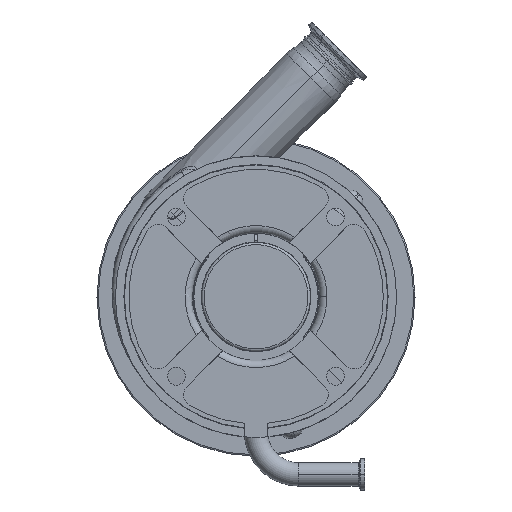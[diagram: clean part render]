
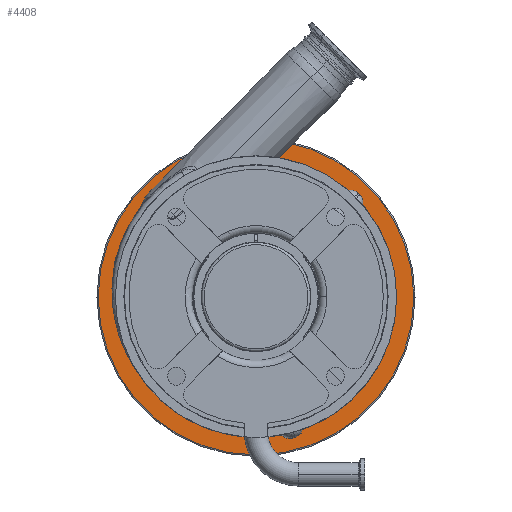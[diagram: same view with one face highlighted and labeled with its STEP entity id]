
A CAD part, top view. The second image highlights one B-rep face of the part: STEP entity #4408.
In plain terms, the highlighted planar face has unit normal (0, 0, 1).
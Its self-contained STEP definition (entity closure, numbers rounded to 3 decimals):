
#441 = DIRECTION ( 'NONE',  ( 0., 0., -1. ) ) ;
#455 = CARTESIAN_POINT ( 'NONE',  ( -105.286, 28.211, -58.5 ) ) ;
#806 = EDGE_CURVE ( 'NONE', #7036, #14366, #4935, .T. ) ;
#1238 = CARTESIAN_POINT ( 'NONE',  ( 129., 0., -58.5 ) ) ;
#1485 = CARTESIAN_POINT ( 'NONE',  ( -112.357, 35.282, -58.5 ) ) ;
#1674 = FACE_BOUND ( 'NONE', #1912, .T. ) ;
#1683 = AXIS2_PLACEMENT_3D ( 'NONE', #20121, #15860, #14249 ) ;
#1712 = EDGE_CURVE ( 'NONE', #12325, #8632, #3324, .T. ) ;
#1775 = CIRCLE ( 'NONE', #10541, 10. ) ;
#1912 = EDGE_LOOP ( 'NONE', ( #15515, #13792 ) ) ;
#2630 = CIRCLE ( 'NONE', #13373, 10. ) ;
#2881 = CARTESIAN_POINT ( 'NONE',  ( 70.004, 84.146, -58.5 ) ) ;
#2954 = DIRECTION ( 'NONE',  ( -1., 0., 0. ) ) ;
#3007 = AXIS2_PLACEMENT_3D ( 'NONE', #3512, #9726, #15911 ) ;
#3142 = CIRCLE ( 'NONE', #20010, 10. ) ;
#3324 = CIRCLE ( 'NONE', #7881, 10. ) ;
#3497 = FACE_BOUND ( 'NONE', #5478, .T. ) ;
#3505 = ORIENTED_EDGE ( 'NONE', *, *, #20097, .T. ) ;
#3512 = CARTESIAN_POINT ( 'NONE',  ( 0., 0., -58.5 ) ) ;
#3597 = DIRECTION ( 'NONE',  ( -1., 0., 0. ) ) ;
#3898 = EDGE_CURVE ( 'NONE', #8632, #12325, #2630, .T. ) ;
#4076 = EDGE_LOOP ( 'NONE', ( #3505, #18939 ) ) ;
#4324 = CIRCLE ( 'NONE', #16667, 129. ) ;
#4408 = ADVANCED_FACE ( 'NONE', ( #18956, #1674, #3497, #8093, #18862 ), #12871, .F. ) ;
#4935 = CIRCLE ( 'NONE', #1683, 10. ) ;
#5031 = CARTESIAN_POINT ( 'NONE',  ( 0., 64.295, -58.5 ) ) ;
#5155 = DIRECTION ( 'NONE',  ( 0., 0., 1. ) ) ;
#5329 = CARTESIAN_POINT ( 'NONE',  ( 77.075, 77.075, -58.5 ) ) ;
#5478 = EDGE_LOOP ( 'NONE', ( #14890, #12303 ) ) ;
#5496 = EDGE_CURVE ( 'NONE', #6311, #7754, #18933, .T. ) ;
#6142 = CARTESIAN_POINT ( 'NONE',  ( 0., 0., -58.5 ) ) ;
#6311 = VERTEX_POINT ( 'NONE', #9855 ) ;
#7036 = VERTEX_POINT ( 'NONE', #15162 ) ;
#7259 = CARTESIAN_POINT ( 'NONE',  ( -105.286, 28.211, -58.5 ) ) ;
#7546 = AXIS2_PLACEMENT_3D ( 'NONE', #5031, #441, #7896 ) ;
#7754 = VERTEX_POINT ( 'NONE', #17685 ) ;
#7777 = DIRECTION ( 'NONE',  ( -1., 0., 0. ) ) ;
#7881 = AXIS2_PLACEMENT_3D ( 'NONE', #5329, #18955, #17426 ) ;
#7896 = DIRECTION ( 'NONE',  ( -1., 0., 0. ) ) ;
#8093 = FACE_BOUND ( 'NONE', #4076, .T. ) ;
#8509 = CARTESIAN_POINT ( 'NONE',  ( 35.282, -112.357, -58.5 ) ) ;
#8561 = DIRECTION ( 'NONE',  ( 0., 0., 1. ) ) ;
#8632 = VERTEX_POINT ( 'NONE', #2881 ) ;
#9157 = DIRECTION ( 'NONE',  ( 1., 0., 0. ) ) ;
#9234 = AXIS2_PLACEMENT_3D ( 'NONE', #11849, #10016, #2954 ) ;
#9299 = DIRECTION ( 'NONE',  ( 0., 0., -1. ) ) ;
#9720 = DIRECTION ( 'NONE',  ( 0., 0., -1. ) ) ;
#9726 = DIRECTION ( 'NONE',  ( 0., 0., -1. ) ) ;
#9773 = ORIENTED_EDGE ( 'NONE', *, *, #14355, .T. ) ;
#9855 = CARTESIAN_POINT ( 'NONE',  ( -68.589, 68.589, -58.5 ) ) ;
#9976 = AXIS2_PLACEMENT_3D ( 'NONE', #10076, #8561, #9157 ) ;
#10016 = DIRECTION ( 'NONE',  ( 0., 0., -1. ) ) ;
#10063 = EDGE_CURVE ( 'NONE', #14366, #7036, #17360, .T. ) ;
#10076 = CARTESIAN_POINT ( 'NONE',  ( 0., 0., -58.5 ) ) ;
#10205 = CARTESIAN_POINT ( 'NONE',  ( 84.146, 70.004, -58.5 ) ) ;
#10541 = AXIS2_PLACEMENT_3D ( 'NONE', #455, #9720, #3597 ) ;
#11006 = CARTESIAN_POINT ( 'NONE',  ( -98.215, 21.14, -58.5 ) ) ;
#11051 = VERTEX_POINT ( 'NONE', #17348 ) ;
#11320 = ORIENTED_EDGE ( 'NONE', *, *, #17331, .T. ) ;
#11404 = VERTEX_POINT ( 'NONE', #1238 ) ;
#11568 = EDGE_LOOP ( 'NONE', ( #9773, #11320 ) ) ;
#11849 = CARTESIAN_POINT ( 'NONE',  ( 28.211, -105.286, -58.5 ) ) ;
#11864 = VERTEX_POINT ( 'NONE', #11006 ) ;
#12303 = ORIENTED_EDGE ( 'NONE', *, *, #806, .T. ) ;
#12325 = VERTEX_POINT ( 'NONE', #10205 ) ;
#12871 = PLANE ( 'NONE',  #7546 ) ;
#13373 = AXIS2_PLACEMENT_3D ( 'NONE', #20088, #18470, #13699 ) ;
#13532 = VERTEX_POINT ( 'NONE', #1485 ) ;
#13699 = DIRECTION ( 'NONE',  ( -1., 0., 0. ) ) ;
#13792 = ORIENTED_EDGE ( 'NONE', *, *, #16904, .T. ) ;
#14249 = DIRECTION ( 'NONE',  ( -1., 0., 0. ) ) ;
#14355 = EDGE_CURVE ( 'NONE', #11404, #11051, #4324, .T. ) ;
#14366 = VERTEX_POINT ( 'NONE', #8509 ) ;
#14890 = ORIENTED_EDGE ( 'NONE', *, *, #10063, .T. ) ;
#15162 = CARTESIAN_POINT ( 'NONE',  ( 21.14, -98.215, -58.5 ) ) ;
#15248 = ORIENTED_EDGE ( 'NONE', *, *, #1712, .T. ) ;
#15461 = EDGE_CURVE ( 'NONE', #11864, #13532, #1775, .T. ) ;
#15478 = AXIS2_PLACEMENT_3D ( 'NONE', #6142, #9299, #7777 ) ;
#15515 = ORIENTED_EDGE ( 'NONE', *, *, #15461, .T. ) ;
#15860 = DIRECTION ( 'NONE',  ( 0., 0., -1. ) ) ;
#15911 = DIRECTION ( 'NONE',  ( -1., 0., 0. ) ) ;
#16439 = CIRCLE ( 'NONE', #15478, 97. ) ;
#16667 = AXIS2_PLACEMENT_3D ( 'NONE', #19373, #5155, #17648 ) ;
#16904 = EDGE_CURVE ( 'NONE', #13532, #11864, #3142, .T. ) ;
#17331 = EDGE_CURVE ( 'NONE', #11051, #11404, #18742, .T. ) ;
#17348 = CARTESIAN_POINT ( 'NONE',  ( -129., 0., -58.5 ) ) ;
#17360 = CIRCLE ( 'NONE', #9234, 10. ) ;
#17426 = DIRECTION ( 'NONE',  ( -1., 0., 0. ) ) ;
#17432 = EDGE_LOOP ( 'NONE', ( #15248, #19067 ) ) ;
#17648 = DIRECTION ( 'NONE',  ( 1., 0., 0. ) ) ;
#17685 = CARTESIAN_POINT ( 'NONE',  ( 68.589, -68.589, -58.5 ) ) ;
#18470 = DIRECTION ( 'NONE',  ( 0., 0., -1. ) ) ;
#18742 = CIRCLE ( 'NONE', #9976, 129. ) ;
#18862 = FACE_OUTER_BOUND ( 'NONE', #11568, .T. ) ;
#18933 = CIRCLE ( 'NONE', #3007, 97. ) ;
#18939 = ORIENTED_EDGE ( 'NONE', *, *, #5496, .T. ) ;
#18955 = DIRECTION ( 'NONE',  ( 0., 0., -1. ) ) ;
#18956 = FACE_BOUND ( 'NONE', #17432, .T. ) ;
#19067 = ORIENTED_EDGE ( 'NONE', *, *, #3898, .T. ) ;
#19344 = DIRECTION ( 'NONE',  ( -1., 0., 0. ) ) ;
#19373 = CARTESIAN_POINT ( 'NONE',  ( 0., 0., -58.5 ) ) ;
#19440 = DIRECTION ( 'NONE',  ( 0., 0., -1. ) ) ;
#20010 = AXIS2_PLACEMENT_3D ( 'NONE', #7259, #19440, #19344 ) ;
#20088 = CARTESIAN_POINT ( 'NONE',  ( 77.075, 77.075, -58.5 ) ) ;
#20097 = EDGE_CURVE ( 'NONE', #7754, #6311, #16439, .T. ) ;
#20121 = CARTESIAN_POINT ( 'NONE',  ( 28.211, -105.286, -58.5 ) ) ;
